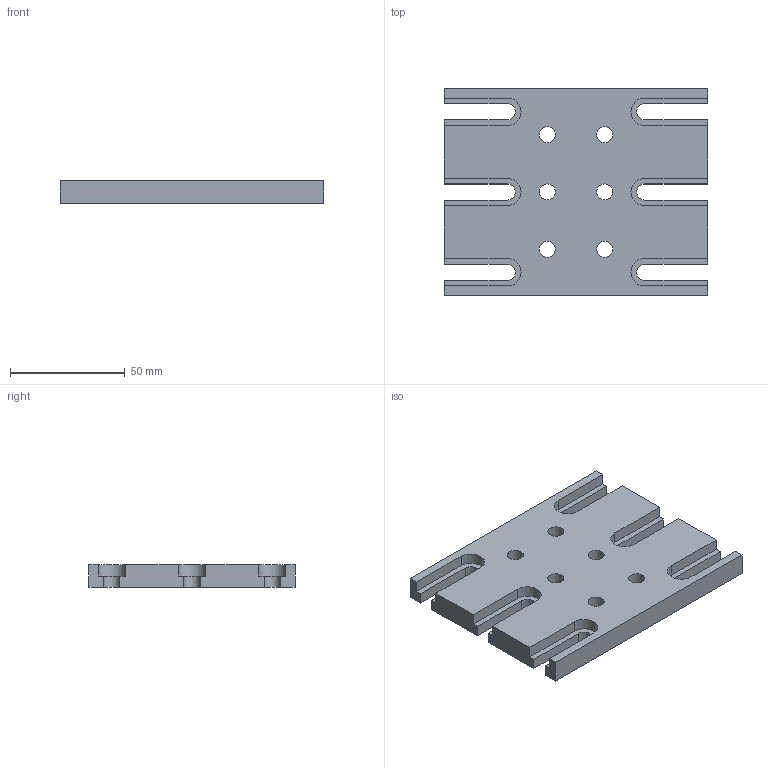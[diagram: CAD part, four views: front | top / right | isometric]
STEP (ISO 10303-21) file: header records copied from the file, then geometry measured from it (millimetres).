
FILE_DESCRIPTION(('STEP AP203'),'1');
FILE_NAME('20180607_plaque_pour_platines_translation.stp','2018-06-07T07:17:23',(' '),(' '),'Spatial InterOp 3D',' ',' ');
FILE_SCHEMA(('CONFIG_CONTROL_DESIGN'));
Length unit declared in the file: millimetre
Products named in the file (1): 1
Bounding box: 115 x 90 x 10 mm (x, y, z)
Volume: 81003.8 mm3; surface area: 27213.3 mm2
Topology: 1 solids, 1 shells, 72 faces, 192 edges, 128 vertices
Faces by surface type: plane 48, cylinder 24
Full cylindrical faces by diameter (mm): 7 x6, 12 x6
Entity records: 2252 total; most frequent: CARTESIAN_POINT 381, DIRECTION 374, ORIENTED_EDGE 360, EDGE_CURVE 180, LINE 132, VECTOR 132, VERTEX_POINT 128, AXIS2_PLACEMENT_3D 121
